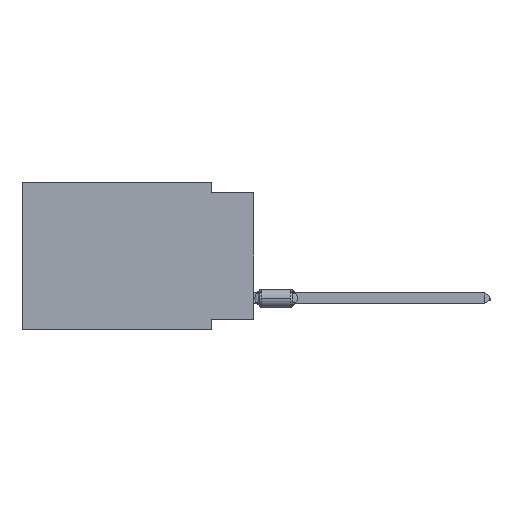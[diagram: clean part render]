
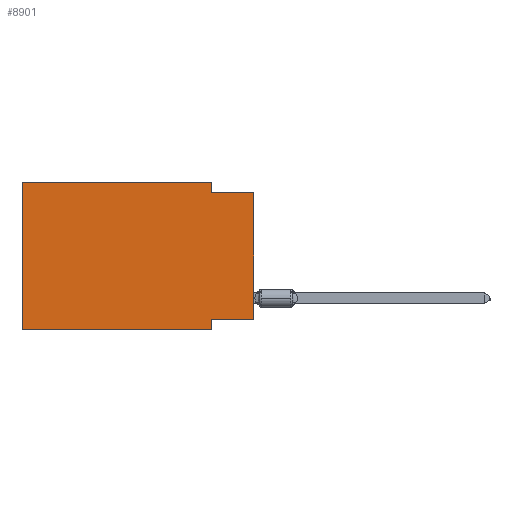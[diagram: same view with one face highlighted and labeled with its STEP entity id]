
A CAD part, left-side view. The second image highlights one B-rep face of the part: STEP entity #8901.
In plain terms, the highlighted planar face has unit normal (-1, 0, 0).
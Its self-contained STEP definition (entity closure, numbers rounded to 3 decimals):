
#268 = CARTESIAN_POINT ( 'NONE',  ( 0., 2.54, -0.635 ) ) ;
#544 = CARTESIAN_POINT ( 'NONE',  ( 0., 2.54, 0. ) ) ;
#1353 = LINE ( 'NONE', #19443, #1680 ) ;
#1643 = VERTEX_POINT ( 'NONE', #17939 ) ;
#1678 = DIRECTION ( 'NONE',  ( 0., 0., -1. ) ) ;
#1680 = VECTOR ( 'NONE', #26017, 1000. ) ;
#2002 = EDGE_CURVE ( 'NONE', #8003, #23084, #16120, .T. ) ;
#2300 = EDGE_LOOP ( 'NONE', ( #3639, #23329, #23673, #10525, #16354, #3167, #11516, #27385 ) ) ;
#2660 = VECTOR ( 'NONE', #20072, 1000. ) ;
#2795 = LINE ( 'NONE', #9392, #27359 ) ;
#3101 = DIRECTION ( 'NONE',  ( 0., -1., 0. ) ) ;
#3167 = ORIENTED_EDGE ( 'NONE', *, *, #7381, .T. ) ;
#3639 = ORIENTED_EDGE ( 'NONE', *, *, #2002, .T. ) ;
#3785 = EDGE_CURVE ( 'NONE', #8003, #4398, #6212, .T. ) ;
#3869 = CARTESIAN_POINT ( 'NONE',  ( 0., 2.54, -8.255 ) ) ;
#3882 = CARTESIAN_POINT ( 'NONE',  ( 0., 2.54, 0. ) ) ;
#4398 = VERTEX_POINT ( 'NONE', #3869 ) ;
#4598 = DIRECTION ( 'NONE',  ( 0., 0., -1. ) ) ;
#6059 = LINE ( 'NONE', #12771, #6946 ) ;
#6212 = LINE ( 'NONE', #10890, #6381 ) ;
#6381 = VECTOR ( 'NONE', #22980, 1000. ) ;
#6946 = VECTOR ( 'NONE', #4598, 1000. ) ;
#7381 = EDGE_CURVE ( 'NONE', #28725, #23150, #14067, .T. ) ;
#8003 = VERTEX_POINT ( 'NONE', #20053 ) ;
#8901 = ADVANCED_FACE ( 'NONE', ( #21084 ), #21373, .F. ) ;
#9392 = CARTESIAN_POINT ( 'NONE',  ( 0., 13.97, 0. ) ) ;
#10525 = ORIENTED_EDGE ( 'NONE', *, *, #21447, .F. ) ;
#10764 = VECTOR ( 'NONE', #3101, 1000. ) ;
#10890 = CARTESIAN_POINT ( 'NONE',  ( 0., 0., -8.255 ) ) ;
#11056 = VERTEX_POINT ( 'NONE', #544 ) ;
#11366 = EDGE_CURVE ( 'NONE', #11056, #22817, #17169, .T. ) ;
#11516 = ORIENTED_EDGE ( 'NONE', *, *, #26937, .F. ) ;
#12771 = CARTESIAN_POINT ( 'NONE',  ( 0., 2.54, -8.89 ) ) ;
#12819 = VECTOR ( 'NONE', #1678, 1000. ) ;
#12836 = EDGE_CURVE ( 'NONE', #22817, #23084, #1353, .T. ) ;
#13512 = CARTESIAN_POINT ( 'NONE',  ( 0., 0., 0. ) ) ;
#14067 = LINE ( 'NONE', #25167, #10764 ) ;
#14518 = CARTESIAN_POINT ( 'NONE',  ( 0., 2.54, -8.89 ) ) ;
#15543 = VECTOR ( 'NONE', #25976, 1000. ) ;
#16120 = LINE ( 'NONE', #13512, #2660 ) ;
#16354 = ORIENTED_EDGE ( 'NONE', *, *, #24119, .F. ) ;
#16710 = DIRECTION ( 'NONE',  ( 1., 0., 0. ) ) ;
#17169 = LINE ( 'NONE', #3882, #12819 ) ;
#17939 = CARTESIAN_POINT ( 'NONE',  ( 0., 13.97, 0. ) ) ;
#18417 = DIRECTION ( 'NONE',  ( 0., 0., 1. ) ) ;
#18607 = CARTESIAN_POINT ( 'NONE',  ( 0., 0., -0.635 ) ) ;
#18976 = LINE ( 'NONE', #21455, #15543 ) ;
#19182 = CARTESIAN_POINT ( 'NONE',  ( 0., 13.97, 0. ) ) ;
#19443 = CARTESIAN_POINT ( 'NONE',  ( 0., 0., -0.635 ) ) ;
#19828 = CARTESIAN_POINT ( 'NONE',  ( 0., 13.97, -8.89 ) ) ;
#20053 = CARTESIAN_POINT ( 'NONE',  ( 0., 0., -8.255 ) ) ;
#20072 = DIRECTION ( 'NONE',  ( 0., 0., 1. ) ) ;
#21084 = FACE_OUTER_BOUND ( 'NONE', #2300, .T. ) ;
#21373 = PLANE ( 'NONE',  #26755 ) ;
#21447 = EDGE_CURVE ( 'NONE', #1643, #11056, #18976, .T. ) ;
#21455 = CARTESIAN_POINT ( 'NONE',  ( 0., 13.97, 0. ) ) ;
#22817 = VERTEX_POINT ( 'NONE', #268 ) ;
#22980 = DIRECTION ( 'NONE',  ( 0., 1., 0. ) ) ;
#23084 = VERTEX_POINT ( 'NONE', #18607 ) ;
#23150 = VERTEX_POINT ( 'NONE', #14518 ) ;
#23329 = ORIENTED_EDGE ( 'NONE', *, *, #12836, .F. ) ;
#23673 = ORIENTED_EDGE ( 'NONE', *, *, #11366, .F. ) ;
#24119 = EDGE_CURVE ( 'NONE', #28725, #1643, #2795, .T. ) ;
#25167 = CARTESIAN_POINT ( 'NONE',  ( 0., 13.97, -8.89 ) ) ;
#25976 = DIRECTION ( 'NONE',  ( 0., -1., 0. ) ) ;
#26017 = DIRECTION ( 'NONE',  ( 0., -1., 0. ) ) ;
#26755 = AXIS2_PLACEMENT_3D ( 'NONE', #19182, #16710, #28090 ) ;
#26937 = EDGE_CURVE ( 'NONE', #4398, #23150, #6059, .T. ) ;
#27359 = VECTOR ( 'NONE', #18417, 1000. ) ;
#27385 = ORIENTED_EDGE ( 'NONE', *, *, #3785, .F. ) ;
#28090 = DIRECTION ( 'NONE',  ( 0., 0., -1. ) ) ;
#28725 = VERTEX_POINT ( 'NONE', #19828 ) ;
